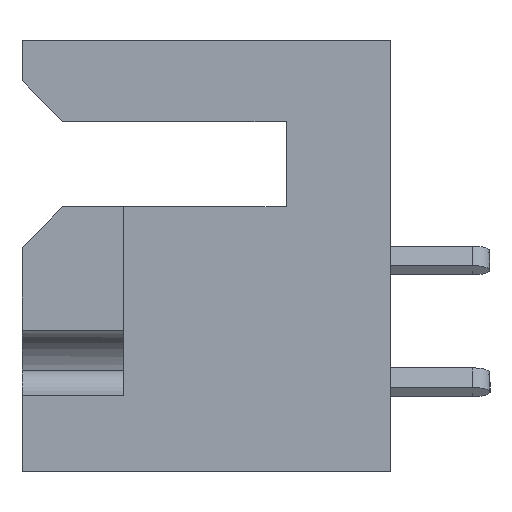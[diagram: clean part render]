
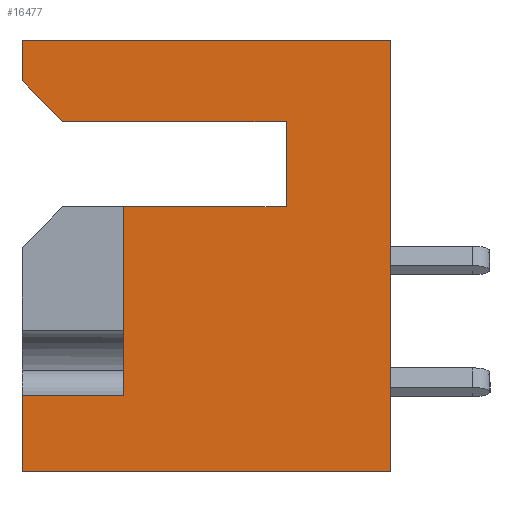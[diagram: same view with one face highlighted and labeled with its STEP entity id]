
A CAD part, left-side view. The second image highlights one B-rep face of the part: STEP entity #16477.
In plain terms, the highlighted planar face has unit normal (-1, 0, 0).
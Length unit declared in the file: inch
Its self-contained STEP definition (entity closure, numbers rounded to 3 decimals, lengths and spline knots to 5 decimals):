
#274 = CARTESIAN_POINT ( 'NONE',  ( 0., 0.453, 0. ) ) ;
#573 = ORIENTED_EDGE ( 'NONE', *, *, #18541, .T. ) ;
#665 = DIRECTION ( 'NONE',  ( 0., 0., 1. ) ) ;
#947 = CARTESIAN_POINT ( 'NONE',  ( 0., 0.128, -0.1 ) ) ;
#1120 = CARTESIAN_POINT ( 'NONE',  ( 0., 0.328, -0.205 ) ) ;
#1548 = DIRECTION ( 'NONE',  ( 0., 0., 1. ) ) ;
#1918 = DIRECTION ( 'NONE',  ( 0., -0.707, -0.707 ) ) ;
#2315 = VECTOR ( 'NONE', #16438, 39.37008 ) ;
#2342 = EDGE_CURVE ( 'NONE', #7274, #17529, #27841, .T. ) ;
#2914 = CARTESIAN_POINT ( 'NONE',  ( 0., 0.453, 0. ) ) ;
#3018 = VECTOR ( 'NONE', #1918, 39.37008 ) ;
#3019 = LINE ( 'NONE', #17821, #19893 ) ;
#3223 = EDGE_CURVE ( 'NONE', #27072, #16741, #16740, .T. ) ;
#3558 = CARTESIAN_POINT ( 'NONE',  ( 0., 0.453, 0. ) ) ;
#3809 = VECTOR ( 'NONE', #1548, 39.37008 ) ;
#3885 = CARTESIAN_POINT ( 'NONE',  ( 0., 0.403, -0.1 ) ) ;
#4040 = LINE ( 'NONE', #1120, #2315 ) ;
#4149 = EDGE_CURVE ( 'NONE', #13701, #19051, #27150, .T. ) ;
#4329 = CARTESIAN_POINT ( 'NONE',  ( 0., 0.453, -0.531 ) ) ;
#4938 = DIRECTION ( 'NONE',  ( 0., 0., 1. ) ) ;
#5224 = DIRECTION ( 'NONE',  ( 1., 0., 0. ) ) ;
#5470 = EDGE_CURVE ( 'NONE', #20763, #8042, #15033, .T. ) ;
#6299 = ORIENTED_EDGE ( 'NONE', *, *, #18281, .F. ) ;
#6918 = LINE ( 'NONE', #18995, #3809 ) ;
#7153 = EDGE_CURVE ( 'NONE', #24587, #14162, #27028, .T. ) ;
#7274 = VERTEX_POINT ( 'NONE', #3558 ) ;
#7647 = DIRECTION ( 'NONE',  ( 0., 1., 0. ) ) ;
#7722 = DIRECTION ( 'NONE',  ( 0., 0., -1. ) ) ;
#7817 = LINE ( 'NONE', #947, #18836 ) ;
#8042 = VERTEX_POINT ( 'NONE', #18804 ) ;
#8903 = CARTESIAN_POINT ( 'NONE',  ( 0., 0.128, -0.205 ) ) ;
#9125 = EDGE_CURVE ( 'NONE', #13701, #7274, #6918, .T. ) ;
#9843 = VECTOR ( 'NONE', #26864, 39.37008 ) ;
#9894 = EDGE_CURVE ( 'NONE', #20763, #24449, #4040, .T. ) ;
#9993 = DIRECTION ( 'NONE',  ( 0., -1., 0. ) ) ;
#10190 = VECTOR ( 'NONE', #24247, 39.37008 ) ;
#10380 = ORIENTED_EDGE ( 'NONE', *, *, #2342, .F. ) ;
#10502 = ORIENTED_EDGE ( 'NONE', *, *, #7153, .F. ) ;
#10525 = ORIENTED_EDGE ( 'NONE', *, *, #9125, .F. ) ;
#10882 = CARTESIAN_POINT ( 'NONE',  ( 0., 0.403, -0.1 ) ) ;
#11173 = CARTESIAN_POINT ( 'NONE',  ( 0., 0.128, -0.205 ) ) ;
#12334 = EDGE_CURVE ( 'NONE', #16741, #17529, #3019, .T. ) ;
#12637 = EDGE_CURVE ( 'NONE', #14162, #19051, #7817, .T. ) ;
#12772 = CARTESIAN_POINT ( 'NONE',  ( 0., 0.453, -0.531 ) ) ;
#13291 = DIRECTION ( 'NONE',  ( 0., 0., 1. ) ) ;
#13664 = LINE ( 'NONE', #274, #20552 ) ;
#13701 = VERTEX_POINT ( 'NONE', #20464 ) ;
#13867 = CARTESIAN_POINT ( 'NONE',  ( 0., 0.128, -0.1 ) ) ;
#14162 = VERTEX_POINT ( 'NONE', #17755 ) ;
#15033 = LINE ( 'NONE', #20821, #22982 ) ;
#15392 = LINE ( 'NONE', #8903, #10190 ) ;
#16438 = DIRECTION ( 'NONE',  ( 0., 0., 1. ) ) ;
#16472 = PLANE ( 'NONE',  #20996 ) ;
#16477 = ADVANCED_FACE ( 'NONE', ( #22757 ), #16472, .F. ) ;
#16740 = LINE ( 'NONE', #12772, #9843 ) ;
#16741 = VERTEX_POINT ( 'NONE', #24382 ) ;
#17513 = VECTOR ( 'NONE', #9993, 39.37008 ) ;
#17529 = VERTEX_POINT ( 'NONE', #26957 ) ;
#17755 = CARTESIAN_POINT ( 'NONE',  ( 0., 0.128, -0.1 ) ) ;
#17821 = CARTESIAN_POINT ( 'NONE',  ( 0., 0., 0. ) ) ;
#18281 = EDGE_CURVE ( 'NONE', #27072, #8042, #13664, .T. ) ;
#18368 = VECTOR ( 'NONE', #665, 39.37008 ) ;
#18541 = EDGE_CURVE ( 'NONE', #24587, #24449, #15392, .T. ) ;
#18804 = CARTESIAN_POINT ( 'NONE',  ( 0., 0.453, -0.437 ) ) ;
#18836 = VECTOR ( 'NONE', #25052, 39.37008 ) ;
#18995 = CARTESIAN_POINT ( 'NONE',  ( 0., 0.453, 0. ) ) ;
#19051 = VERTEX_POINT ( 'NONE', #3885 ) ;
#19541 = CARTESIAN_POINT ( 'NONE',  ( 0., 0.328, -0.437 ) ) ;
#19893 = VECTOR ( 'NONE', #13291, 39.37008 ) ;
#20059 = ORIENTED_EDGE ( 'NONE', *, *, #12334, .T. ) ;
#20464 = CARTESIAN_POINT ( 'NONE',  ( 0., 0.453, -0.05 ) ) ;
#20552 = VECTOR ( 'NONE', #4938, 39.37008 ) ;
#20763 = VERTEX_POINT ( 'NONE', #19541 ) ;
#20821 = CARTESIAN_POINT ( 'NONE',  ( 0., 0.328, -0.437 ) ) ;
#20996 = AXIS2_PLACEMENT_3D ( 'NONE', #2914, #5224, #7722 ) ;
#21938 = ORIENTED_EDGE ( 'NONE', *, *, #4149, .T. ) ;
#22464 = ORIENTED_EDGE ( 'NONE', *, *, #5470, .T. ) ;
#22757 = FACE_OUTER_BOUND ( 'NONE', #26769, .T. ) ;
#22982 = VECTOR ( 'NONE', #7647, 39.37008 ) ;
#23513 = CARTESIAN_POINT ( 'NONE',  ( 0., 0.453, 0. ) ) ;
#23828 = CARTESIAN_POINT ( 'NONE',  ( 0., 0.328, -0.205 ) ) ;
#23861 = ORIENTED_EDGE ( 'NONE', *, *, #12637, .F. ) ;
#24247 = DIRECTION ( 'NONE',  ( 0., 1., 0. ) ) ;
#24382 = CARTESIAN_POINT ( 'NONE',  ( 0., 0., -0.531 ) ) ;
#24449 = VERTEX_POINT ( 'NONE', #23828 ) ;
#24587 = VERTEX_POINT ( 'NONE', #11173 ) ;
#24997 = ORIENTED_EDGE ( 'NONE', *, *, #9894, .F. ) ;
#25052 = DIRECTION ( 'NONE',  ( 0., 1., 0. ) ) ;
#26769 = EDGE_LOOP ( 'NONE', ( #22464, #6299, #27977, #20059, #10380, #10525, #21938, #23861, #10502, #573, #24997 ) ) ;
#26864 = DIRECTION ( 'NONE',  ( 0., -1., 0. ) ) ;
#26957 = CARTESIAN_POINT ( 'NONE',  ( 0., 0., 0. ) ) ;
#27028 = LINE ( 'NONE', #13867, #18368 ) ;
#27072 = VERTEX_POINT ( 'NONE', #4329 ) ;
#27150 = LINE ( 'NONE', #10882, #3018 ) ;
#27841 = LINE ( 'NONE', #23513, #17513 ) ;
#27977 = ORIENTED_EDGE ( 'NONE', *, *, #3223, .T. ) ;
